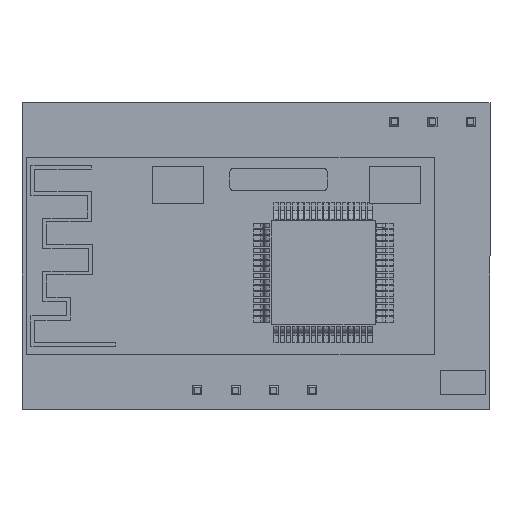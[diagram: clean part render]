
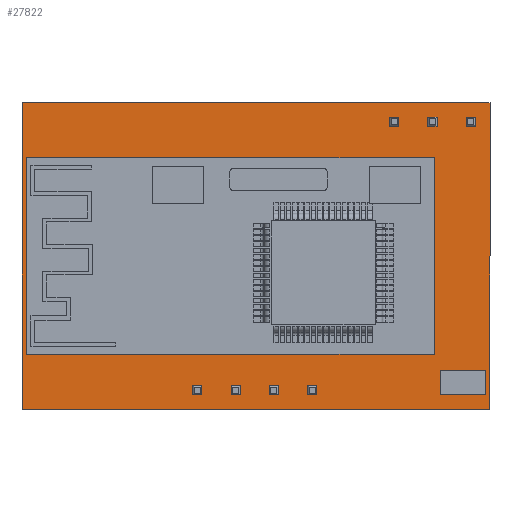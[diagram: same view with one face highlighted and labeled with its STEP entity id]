
A CAD part, top view. The second image highlights one B-rep face of the part: STEP entity #27822.
In plain terms, the highlighted planar face has unit normal (0, 0, 1).
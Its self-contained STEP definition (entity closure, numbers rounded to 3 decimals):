
#153 = DIRECTION ( 'NONE',  ( 0., -1., 0. ) ) ;
#398 = EDGE_LOOP ( 'NONE', ( #6388, #6070, #11997, #10753 ) ) ;
#436 = VERTEX_POINT ( 'NONE', #19949 ) ;
#1532 = FACE_BOUND ( 'NONE', #398, .T. ) ;
#2044 = CARTESIAN_POINT ( 'NONE',  ( -24.2, -10.16, 0.8 ) ) ;
#2449 = DIRECTION ( 'NONE',  ( 1., 0., 0. ) ) ;
#2506 = VERTEX_POINT ( 'NONE', #10225 ) ;
#3839 = ORIENTED_EDGE ( 'NONE', *, *, #7693, .F. ) ;
#4572 = VECTOR ( 'NONE', #8677, 1000. ) ;
#5505 = CARTESIAN_POINT ( 'NONE',  ( -24.2, 10.16, 0.8 ) ) ;
#5545 = CARTESIAN_POINT ( 'NONE',  ( 3.1, -6.5, 0.8 ) ) ;
#5560 = LINE ( 'NONE', #5505, #4572 ) ;
#5691 = CARTESIAN_POINT ( 'NONE',  ( 3.1, 6.5, 0.8 ) ) ;
#5987 = CARTESIAN_POINT ( 'NONE',  ( 3.5, -9.16, 0.8 ) ) ;
#6070 = ORIENTED_EDGE ( 'NONE', *, *, #19202, .F. ) ;
#6140 = CARTESIAN_POINT ( 'NONE',  ( 3.1, -6.5, 0.8 ) ) ;
#6388 = ORIENTED_EDGE ( 'NONE', *, *, #32971, .F. ) ;
#6471 = CARTESIAN_POINT ( 'NONE',  ( 6.5, -9.16, 0.8 ) ) ;
#7193 = CARTESIAN_POINT ( 'NONE',  ( -23.9, 6.5, 0.8 ) ) ;
#7286 = VECTOR ( 'NONE', #9196, 1000. ) ;
#7693 = EDGE_CURVE ( 'NONE', #2506, #22350, #34595, .T. ) ;
#8677 = DIRECTION ( 'NONE',  ( 0., 1., 0. ) ) ;
#8828 = LINE ( 'NONE', #5987, #17053 ) ;
#9066 = CARTESIAN_POINT ( 'NONE',  ( 6.8, -10.16, 0.8 ) ) ;
#9113 = DIRECTION ( 'NONE',  ( 1., 0., 0. ) ) ;
#9196 = DIRECTION ( 'NONE',  ( -1., 0., 0. ) ) ;
#9470 = EDGE_CURVE ( 'NONE', #29358, #38397, #5560, .T. ) ;
#9500 = LINE ( 'NONE', #5691, #25072 ) ;
#9762 = FACE_BOUND ( 'NONE', #30808, .T. ) ;
#10225 = CARTESIAN_POINT ( 'NONE',  ( 6.5, -7.56, 0.8 ) ) ;
#10251 = EDGE_CURVE ( 'NONE', #32157, #11183, #8828, .T. ) ;
#10370 = CARTESIAN_POINT ( 'NONE',  ( 6.8, 10.16, 0.8 ) ) ;
#10466 = CARTESIAN_POINT ( 'NONE',  ( 6.5, -7.56, 0.8 ) ) ;
#10753 = ORIENTED_EDGE ( 'NONE', *, *, #24895, .F. ) ;
#11140 = LINE ( 'NONE', #16263, #27687 ) ;
#11183 = VERTEX_POINT ( 'NONE', #6471 ) ;
#11997 = ORIENTED_EDGE ( 'NONE', *, *, #25372, .F. ) ;
#12072 = EDGE_CURVE ( 'NONE', #38397, #30241, #39218, .T. ) ;
#15246 = VECTOR ( 'NONE', #153, 1000. ) ;
#15319 = EDGE_CURVE ( 'NONE', #38025, #29358, #15538, .T. ) ;
#15538 = LINE ( 'NONE', #9066, #7286 ) ;
#15811 = CARTESIAN_POINT ( 'NONE',  ( 6.8, -10.16, 0.8 ) ) ;
#16263 = CARTESIAN_POINT ( 'NONE',  ( -23.9, -6.5, 0.8 ) ) ;
#17053 = VECTOR ( 'NONE', #9113, 1000. ) ;
#17360 = DIRECTION ( 'NONE',  ( 0., 0., -1. ) ) ;
#17937 = CARTESIAN_POINT ( 'NONE',  ( -24.2, 10.16, 0.8 ) ) ;
#17970 = EDGE_CURVE ( 'NONE', #11183, #2506, #24466, .T. ) ;
#18027 = VECTOR ( 'NONE', #24638, 1000. ) ;
#18502 = ORIENTED_EDGE ( 'NONE', *, *, #21360, .F. ) ;
#19202 = EDGE_CURVE ( 'NONE', #37143, #436, #11140, .T. ) ;
#19318 = VECTOR ( 'NONE', #34155, 1000. ) ;
#19949 = CARTESIAN_POINT ( 'NONE',  ( -23.9, -6.5, 0.8 ) ) ;
#20374 = PLANE ( 'NONE',  #21687 ) ;
#20527 = ORIENTED_EDGE ( 'NONE', *, *, #9470, .F. ) ;
#21360 = EDGE_CURVE ( 'NONE', #22350, #32157, #39734, .T. ) ;
#21687 = AXIS2_PLACEMENT_3D ( 'NONE', #36038, #17360, #39082 ) ;
#21952 = CARTESIAN_POINT ( 'NONE',  ( 6.8, 10.16, 0.8 ) ) ;
#22195 = VECTOR ( 'NONE', #25653, 1000. ) ;
#22350 = VERTEX_POINT ( 'NONE', #25706 ) ;
#22509 = CARTESIAN_POINT ( 'NONE',  ( 3.5, -7.56, 0.8 ) ) ;
#23401 = EDGE_LOOP ( 'NONE', ( #30541, #27143, #20527, #36106 ) ) ;
#24466 = LINE ( 'NONE', #10466, #31783 ) ;
#24638 = DIRECTION ( 'NONE',  ( -1., 0., 0. ) ) ;
#24895 = EDGE_CURVE ( 'NONE', #37750, #38300, #27623, .T. ) ;
#25072 = VECTOR ( 'NONE', #27452, 1000. ) ;
#25372 = EDGE_CURVE ( 'NONE', #38300, #37143, #9500, .T. ) ;
#25653 = DIRECTION ( 'NONE',  ( 0., -1., 0. ) ) ;
#25706 = CARTESIAN_POINT ( 'NONE',  ( 3.5, -7.56, 0.8 ) ) ;
#25967 = DIRECTION ( 'NONE',  ( 0., 1., 0. ) ) ;
#26303 = FACE_OUTER_BOUND ( 'NONE', #23401, .T. ) ;
#26661 = CARTESIAN_POINT ( 'NONE',  ( 3.1, 6.5, 0.8 ) ) ;
#27143 = ORIENTED_EDGE ( 'NONE', *, *, #12072, .F. ) ;
#27452 = DIRECTION ( 'NONE',  ( -1., 0., 0. ) ) ;
#27623 = LINE ( 'NONE', #6140, #19318 ) ;
#27687 = VECTOR ( 'NONE', #37977, 1000. ) ;
#27795 = CARTESIAN_POINT ( 'NONE',  ( 3.5, -7.56, 0.8 ) ) ;
#27822 = ADVANCED_FACE ( 'NONE', ( #1532, #26303, #9762 ), #20374, .F. ) ;
#28054 = VECTOR ( 'NONE', #39132, 1000. ) ;
#29274 = CARTESIAN_POINT ( 'NONE',  ( 3.1, -6.5, 0.8 ) ) ;
#29358 = VERTEX_POINT ( 'NONE', #2044 ) ;
#29607 = EDGE_CURVE ( 'NONE', #30241, #38025, #39031, .T. ) ;
#30241 = VERTEX_POINT ( 'NONE', #10370 ) ;
#30541 = ORIENTED_EDGE ( 'NONE', *, *, #29607, .F. ) ;
#30808 = EDGE_LOOP ( 'NONE', ( #32642, #33504, #18502, #3839 ) ) ;
#31783 = VECTOR ( 'NONE', #25967, 1000. ) ;
#32157 = VERTEX_POINT ( 'NONE', #34975 ) ;
#32642 = ORIENTED_EDGE ( 'NONE', *, *, #17970, .F. ) ;
#32958 = CARTESIAN_POINT ( 'NONE',  ( 6.8, 10.16, 0.8 ) ) ;
#32971 = EDGE_CURVE ( 'NONE', #436, #37750, #36357, .T. ) ;
#33504 = ORIENTED_EDGE ( 'NONE', *, *, #10251, .F. ) ;
#34155 = DIRECTION ( 'NONE',  ( 0., 1., 0. ) ) ;
#34595 = LINE ( 'NONE', #27795, #18027 ) ;
#34975 = CARTESIAN_POINT ( 'NONE',  ( 3.5, -9.16, 0.8 ) ) ;
#35359 = VECTOR ( 'NONE', #2449, 1000. ) ;
#36038 = CARTESIAN_POINT ( 'NONE',  ( 0., 0., 0.8 ) ) ;
#36106 = ORIENTED_EDGE ( 'NONE', *, *, #15319, .F. ) ;
#36357 = LINE ( 'NONE', #5545, #35359 ) ;
#37143 = VERTEX_POINT ( 'NONE', #7193 ) ;
#37750 = VERTEX_POINT ( 'NONE', #29274 ) ;
#37977 = DIRECTION ( 'NONE',  ( 0., -1., 0. ) ) ;
#38025 = VERTEX_POINT ( 'NONE', #15811 ) ;
#38300 = VERTEX_POINT ( 'NONE', #26661 ) ;
#38397 = VERTEX_POINT ( 'NONE', #17937 ) ;
#39031 = LINE ( 'NONE', #21952, #15246 ) ;
#39082 = DIRECTION ( 'NONE',  ( -1., 0., 0. ) ) ;
#39132 = DIRECTION ( 'NONE',  ( 1., 0., 0. ) ) ;
#39218 = LINE ( 'NONE', #32958, #28054 ) ;
#39734 = LINE ( 'NONE', #22509, #22195 ) ;
